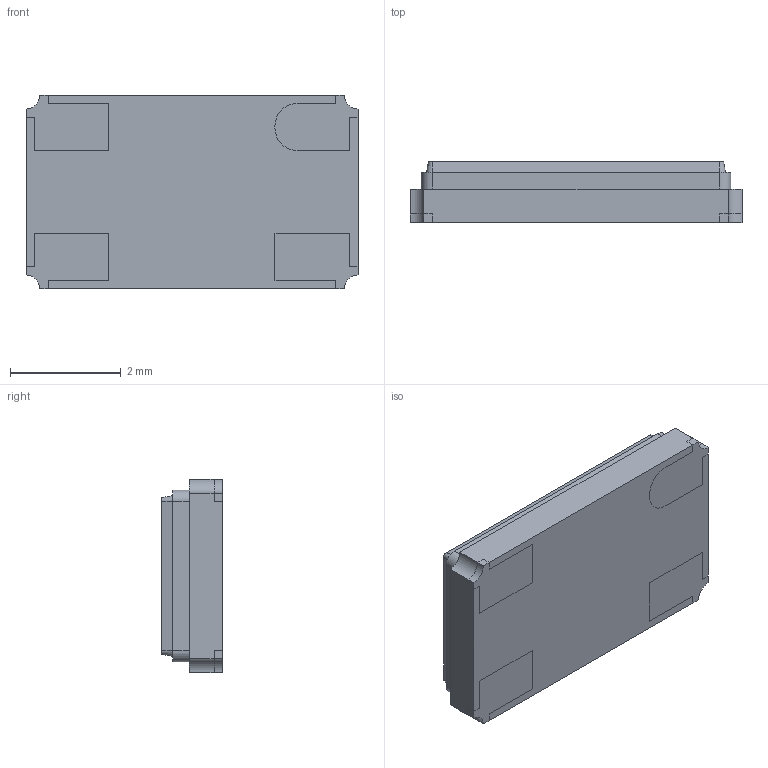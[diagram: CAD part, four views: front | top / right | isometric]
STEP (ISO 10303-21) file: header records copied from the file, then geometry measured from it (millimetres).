
FILE_DESCRIPTION (( 'STEP AP214' ), '1' );
FILE_NAME ('ECS-80-18-23B-JTM-TR.STEP', '2020-11-21T02:52:29', ( '' ), ( '' ), 'SwSTEP 2.0', 'SolidWorks 2017', '' );
FILE_SCHEMA (( 'AUTOMOTIVE_DESIGN' ));
Length unit declared in the file: millimetre
Products named in the file (1): ECS-80-18-23B-JTM-TR
Bounding box: 6 x 1.1 x 3.5 mm (x, y, z)
Volume: 20.8 mm3; surface area: 140.9 mm2
Topology: 7 solids, 7 shells, 114 faces, 292 edges, 192 vertices
Faces by surface type: plane 90, cylinder 20, cone 4
Entity records: 3504 total; most frequent: CARTESIAN_POINT 599, ORIENTED_EDGE 584, DIRECTION 566, EDGE_CURVE 292, VECTOR 248, LINE 248, VERTEX_POINT 192, AXIS2_PLACEMENT_3D 159
